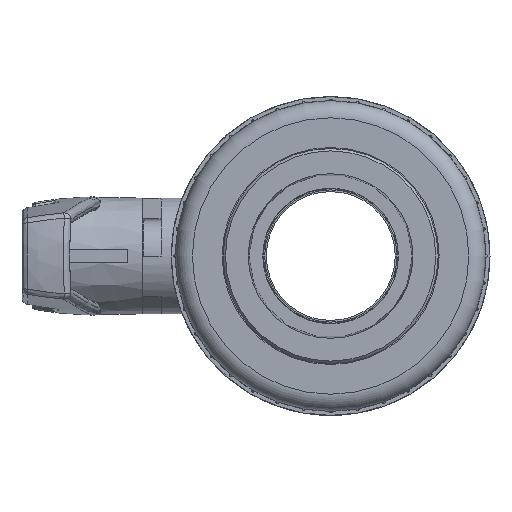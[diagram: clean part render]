
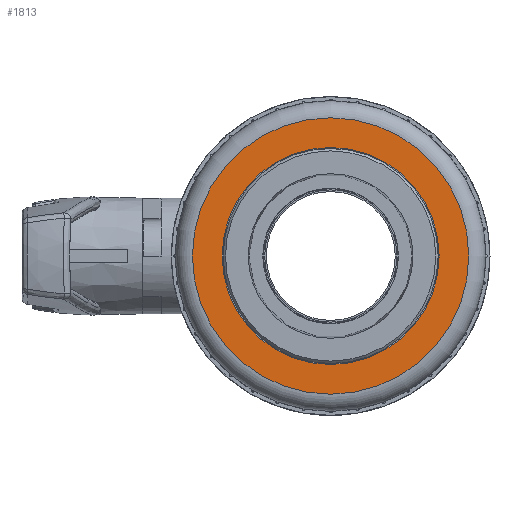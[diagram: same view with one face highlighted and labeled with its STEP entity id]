
A CAD part, left-side view. The second image highlights one B-rep face of the part: STEP entity #1813.
In plain terms, the highlighted planar face has unit normal (-1, 0, 0).
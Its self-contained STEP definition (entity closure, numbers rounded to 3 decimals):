
#558=FACE_BOUND('',#3617,.T.);
#559=FACE_BOUND('',#3618,.T.);
#1813=ADVANCED_FACE('',(#558,#559),#2310,.F.);
#2310=PLANE('',#13934);
#3617=EDGE_LOOP('',(#7993));
#3618=EDGE_LOOP('',(#7994));
#7993=ORIENTED_EDGE('',*,*,#11799,.T.);
#7994=ORIENTED_EDGE('',*,*,#11800,.T.);
#10125=VERTEX_POINT('',#30153);
#10126=VERTEX_POINT('',#30155);
#11799=EDGE_CURVE('',#10125,#10125,#12790,.T.);
#11800=EDGE_CURVE('',#10126,#10126,#12791,.T.);
#12790=CIRCLE('',#13932,22.277);
#12791=CIRCLE('',#13933,17.493);
#13932=AXIS2_PLACEMENT_3D('',#30152,#16822,#16823);
#13933=AXIS2_PLACEMENT_3D('',#30154,#16824,#16825);
#13934=AXIS2_PLACEMENT_3D('',#30156,#16826,#16827);
#16822=DIRECTION('',(-1.,0.,0.));
#16823=DIRECTION('',(0.,1.,0.));
#16824=DIRECTION('',(1.,0.,0.));
#16825=DIRECTION('',(0.,0.,-1.));
#16826=DIRECTION('',(1.,0.,0.));
#16827=DIRECTION('',(0.,-1.,0.));
#30152=CARTESIAN_POINT('',(-979.84,-1.25,0.));
#30153=CARTESIAN_POINT('',(-979.84,21.027,0.));
#30154=CARTESIAN_POINT('',(-979.84,-1.25,0.));
#30155=CARTESIAN_POINT('',(-979.84,-1.25,-17.493));
#30156=CARTESIAN_POINT('',(-979.84,23.76,0.));
